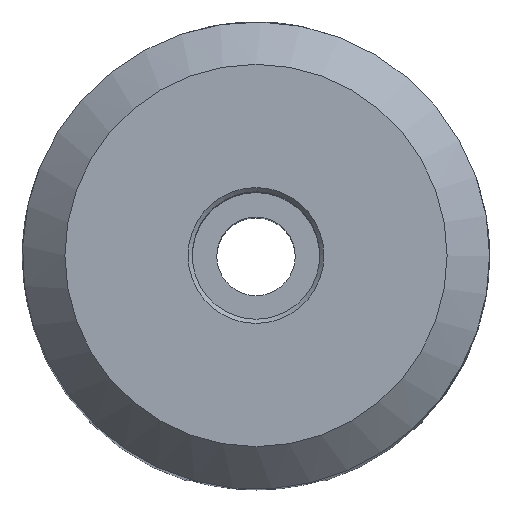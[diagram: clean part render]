
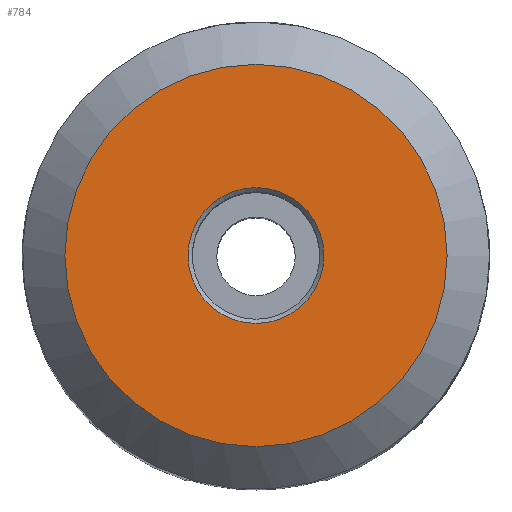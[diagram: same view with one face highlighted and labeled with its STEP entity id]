
A CAD part, top view. The second image highlights one B-rep face of the part: STEP entity #784.
In plain terms, the highlighted planar face has unit normal (0, 0, 1).
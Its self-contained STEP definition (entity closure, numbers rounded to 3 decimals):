
#165 = DIRECTION ( 'NONE',  ( 1., 0., 0. ) ) ;
#173 = DIRECTION ( 'NONE',  ( 0., 0., -1. ) ) ;
#188 = DIRECTION ( 'NONE',  ( 1., 0., 0. ) ) ;
#357 = DIRECTION ( 'NONE',  ( 0., 0., 1. ) ) ;
#380 = FACE_BOUND ( 'NONE', #921, .T. ) ;
#390 = CARTESIAN_POINT ( 'NONE',  ( 9., 0., 65. ) ) ;
#509 = EDGE_CURVE ( 'NONE', #987, #987, #532, .T. ) ;
#532 = CIRCLE ( 'NONE', #606, 9. ) ;
#545 = VERTEX_POINT ( 'NONE', #972 ) ;
#592 = CARTESIAN_POINT ( 'NONE',  ( 0., 0., 65. ) ) ;
#606 = AXIS2_PLACEMENT_3D ( 'NONE', #774, #357, #165 ) ;
#607 = CARTESIAN_POINT ( 'NONE',  ( 0., 0., 65. ) ) ;
#638 = AXIS2_PLACEMENT_3D ( 'NONE', #592, #173, #917 ) ;
#684 = ORIENTED_EDGE ( 'NONE', *, *, #1106, .T. ) ;
#716 = FACE_OUTER_BOUND ( 'NONE', #809, .T. ) ;
#774 = CARTESIAN_POINT ( 'NONE',  ( 0., 0., 65. ) ) ;
#784 = ADVANCED_FACE ( 'NONE', ( #380, #716 ), #1072, .T. ) ;
#809 = EDGE_LOOP ( 'NONE', ( #1028 ) ) ;
#917 = DIRECTION ( 'NONE',  ( 1., 0., 0. ) ) ;
#921 = EDGE_LOOP ( 'NONE', ( #684 ) ) ;
#953 = DIRECTION ( 'NONE',  ( 0., 0., 1. ) ) ;
#972 = CARTESIAN_POINT ( 'NONE',  ( 3.2, 0., 65. ) ) ;
#983 = CIRCLE ( 'NONE', #638, 3.2 ) ;
#987 = VERTEX_POINT ( 'NONE', #390 ) ;
#1004 = AXIS2_PLACEMENT_3D ( 'NONE', #607, #953, #188 ) ;
#1028 = ORIENTED_EDGE ( 'NONE', *, *, #509, .T. ) ;
#1072 = PLANE ( 'NONE',  #1004 ) ;
#1106 = EDGE_CURVE ( 'NONE', #545, #545, #983, .T. ) ;
